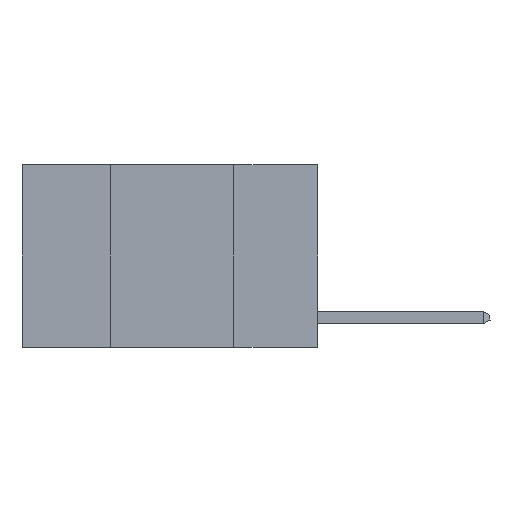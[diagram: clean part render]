
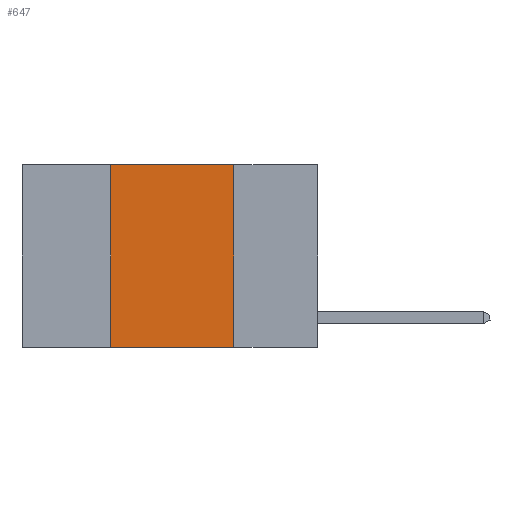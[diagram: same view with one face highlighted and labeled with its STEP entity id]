
A CAD part, left-side view. The second image highlights one B-rep face of the part: STEP entity #647.
In plain terms, the highlighted planar face has unit normal (-1, 0, 0).
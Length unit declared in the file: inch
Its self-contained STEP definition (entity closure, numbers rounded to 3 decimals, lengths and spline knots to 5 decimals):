
#253 = LINE ( 'NONE', #19476, #11375 ) ;
#257 = DIRECTION ( 'NONE',  ( 0., -1., 0. ) ) ;
#444 = VERTEX_POINT ( 'NONE', #2351 ) ;
#647 = ADVANCED_FACE ( 'NONE', ( #4906 ), #14729, .F. ) ;
#736 = LINE ( 'NONE', #1800, #16377 ) ;
#849 = DIRECTION ( 'NONE',  ( 0., 0., 1. ) ) ;
#1328 = DIRECTION ( 'NONE',  ( 0., -1., 0. ) ) ;
#1785 = AXIS2_PLACEMENT_3D ( 'NONE', #11114, #2722, #7860 ) ;
#1800 = CARTESIAN_POINT ( 'NONE',  ( 0., 0.6, -0.37 ) ) ;
#2351 = CARTESIAN_POINT ( 'NONE',  ( 0., 0.42, 0. ) ) ;
#2722 = DIRECTION ( 'NONE',  ( 1., 0., 0. ) ) ;
#3287 = CARTESIAN_POINT ( 'NONE',  ( 0., 0.17, -0.37 ) ) ;
#4090 = EDGE_CURVE ( 'NONE', #12865, #11250, #8687, .T. ) ;
#4678 = VECTOR ( 'NONE', #7704, 39.37008 ) ;
#4906 = FACE_OUTER_BOUND ( 'NONE', #19478, .T. ) ;
#5925 = VECTOR ( 'NONE', #849, 39.37008 ) ;
#6021 = CARTESIAN_POINT ( 'NONE',  ( 0., 0.17, 0. ) ) ;
#6076 = CARTESIAN_POINT ( 'NONE',  ( 0., 0.42, -0.37 ) ) ;
#7704 = DIRECTION ( 'NONE',  ( 0., 0., -1. ) ) ;
#7860 = DIRECTION ( 'NONE',  ( 0., 0., -1. ) ) ;
#7874 = ORIENTED_EDGE ( 'NONE', *, *, #4090, .F. ) ;
#8687 = LINE ( 'NONE', #16853, #4678 ) ;
#10542 = ORIENTED_EDGE ( 'NONE', *, *, #12203, .F. ) ;
#11114 = CARTESIAN_POINT ( 'NONE',  ( 0., 0.6, 0. ) ) ;
#11250 = VERTEX_POINT ( 'NONE', #3287 ) ;
#11375 = VECTOR ( 'NONE', #1328, 39.37008 ) ;
#12203 = EDGE_CURVE ( 'NONE', #444, #12865, #253, .T. ) ;
#12409 = EDGE_CURVE ( 'NONE', #17526, #11250, #736, .T. ) ;
#12865 = VERTEX_POINT ( 'NONE', #6021 ) ;
#14729 = PLANE ( 'NONE',  #1785 ) ;
#16377 = VECTOR ( 'NONE', #257, 39.37008 ) ;
#16472 = ORIENTED_EDGE ( 'NONE', *, *, #12409, .T. ) ;
#16853 = CARTESIAN_POINT ( 'NONE',  ( 0., 0.17, 0. ) ) ;
#17079 = LINE ( 'NONE', #19015, #5925 ) ;
#17236 = EDGE_CURVE ( 'NONE', #17526, #444, #17079, .T. ) ;
#17526 = VERTEX_POINT ( 'NONE', #6076 ) ;
#19015 = CARTESIAN_POINT ( 'NONE',  ( 0., 0.42, 0. ) ) ;
#19134 = ORIENTED_EDGE ( 'NONE', *, *, #17236, .F. ) ;
#19476 = CARTESIAN_POINT ( 'NONE',  ( 0., 0.6, 0. ) ) ;
#19478 = EDGE_LOOP ( 'NONE', ( #7874, #10542, #19134, #16472 ) ) ;
